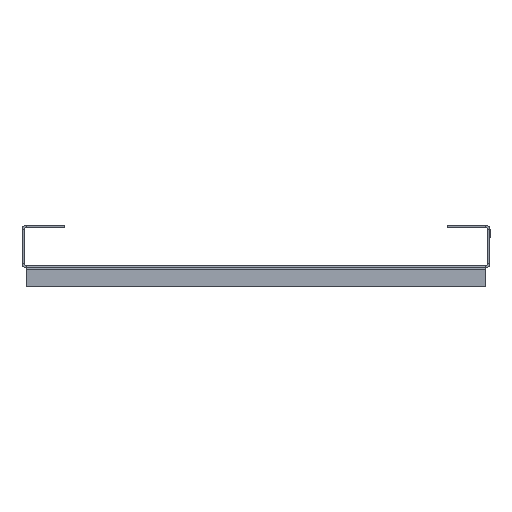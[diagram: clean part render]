
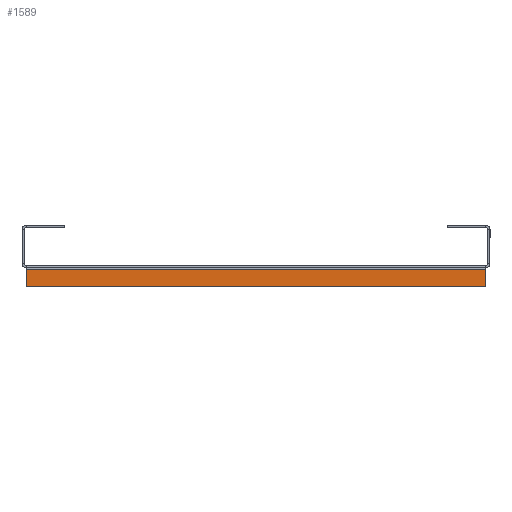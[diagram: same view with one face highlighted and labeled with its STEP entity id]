
A CAD part, left-side view. The second image highlights one B-rep face of the part: STEP entity #1589.
In plain terms, the highlighted planar face has unit normal (-1, 0, 0).
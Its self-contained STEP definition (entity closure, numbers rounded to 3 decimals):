
#39 = EDGE_CURVE ( 'NONE', #1673, #553, #859, .T. ) ;
#221 = EDGE_CURVE ( 'NONE', #2208, #1673, #646, .T. ) ;
#252 = VECTOR ( 'NONE', #1971, 1000. ) ;
#258 = CARTESIAN_POINT ( 'NONE',  ( 0., 0., 0. ) ) ;
#350 = EDGE_LOOP ( 'NONE', ( #1602, #1404, #1395, #1891 ) ) ;
#441 = DIRECTION ( 'NONE',  ( 0., 0., 1. ) ) ;
#553 = VERTEX_POINT ( 'NONE', #1137 ) ;
#583 = DIRECTION ( 'NONE',  ( 1., 0., 0. ) ) ;
#593 = CARTESIAN_POINT ( 'NONE',  ( 0., 216., -10. ) ) ;
#646 = LINE ( 'NONE', #2142, #252 ) ;
#714 = DIRECTION ( 'NONE',  ( 0., 0., -1. ) ) ;
#738 = DIRECTION ( 'NONE',  ( 0., -1., 0. ) ) ;
#859 = LINE ( 'NONE', #1218, #1675 ) ;
#918 = EDGE_CURVE ( 'NONE', #553, #995, #2173, .T. ) ;
#933 = VECTOR ( 'NONE', #738, 1000. ) ;
#995 = VERTEX_POINT ( 'NONE', #1648 ) ;
#1085 = CARTESIAN_POINT ( 'NONE',  ( 0., 0., -2. ) ) ;
#1137 = CARTESIAN_POINT ( 'NONE',  ( 0., 0., -10. ) ) ;
#1204 = VECTOR ( 'NONE', #441, 1000. ) ;
#1218 = CARTESIAN_POINT ( 'NONE',  ( 0., 0., -10. ) ) ;
#1290 = CARTESIAN_POINT ( 'NONE',  ( 0., 216., -2. ) ) ;
#1395 = ORIENTED_EDGE ( 'NONE', *, *, #39, .T. ) ;
#1404 = ORIENTED_EDGE ( 'NONE', *, *, #221, .T. ) ;
#1467 = LINE ( 'NONE', #1085, #933 ) ;
#1517 = AXIS2_PLACEMENT_3D ( 'NONE', #1557, #583, #714 ) ;
#1541 = DIRECTION ( 'NONE',  ( 0., -1., 0. ) ) ;
#1557 = CARTESIAN_POINT ( 'NONE',  ( 0., 0., 0. ) ) ;
#1589 = ADVANCED_FACE ( 'NONE', ( #1600 ), #1755, .F. ) ;
#1600 = FACE_OUTER_BOUND ( 'NONE', #350, .T. ) ;
#1602 = ORIENTED_EDGE ( 'NONE', *, *, #2210, .F. ) ;
#1648 = CARTESIAN_POINT ( 'NONE',  ( 0., 0., -2. ) ) ;
#1673 = VERTEX_POINT ( 'NONE', #593 ) ;
#1675 = VECTOR ( 'NONE', #1541, 1000. ) ;
#1755 = PLANE ( 'NONE',  #1517 ) ;
#1891 = ORIENTED_EDGE ( 'NONE', *, *, #918, .T. ) ;
#1971 = DIRECTION ( 'NONE',  ( 0., 0., -1. ) ) ;
#2142 = CARTESIAN_POINT ( 'NONE',  ( 0., 216., 0. ) ) ;
#2173 = LINE ( 'NONE', #258, #1204 ) ;
#2208 = VERTEX_POINT ( 'NONE', #1290 ) ;
#2210 = EDGE_CURVE ( 'NONE', #2208, #995, #1467, .T. ) ;
